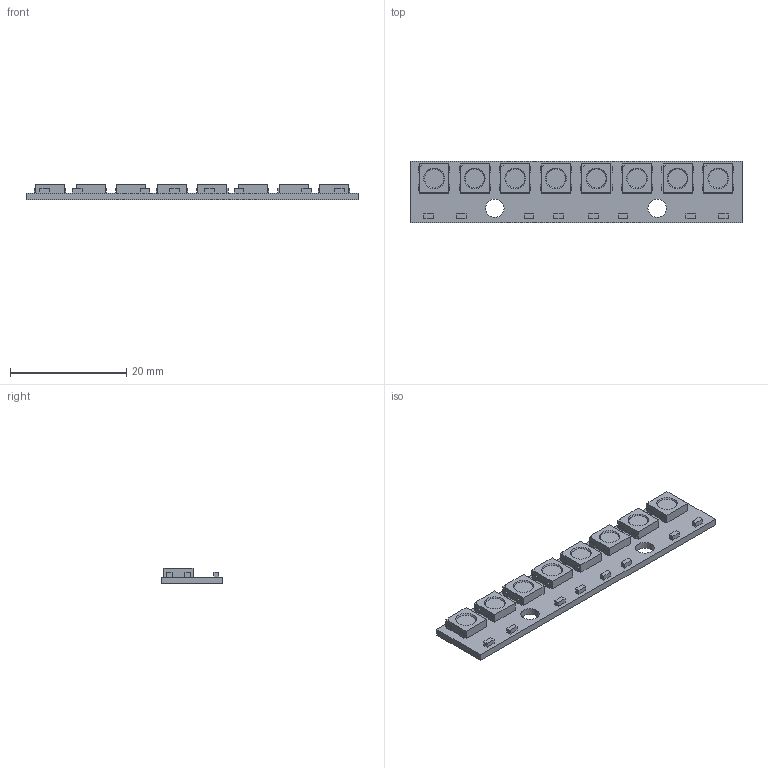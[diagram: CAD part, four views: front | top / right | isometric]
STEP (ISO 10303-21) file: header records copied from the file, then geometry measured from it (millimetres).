
FILE_DESCRIPTION(/* description */ (''),/* implementation_level */ '2;1');
FILE_NAME(/* name */ 'WS2812-8.stp',/* time_stamp */ '2023-03-06T17:40:28+01:00',/* author */ ('Saper'),/* organization */ (''),/* preprocessor_version */ 'ST-DEVELOPER v16.13',/* originating_system */ 'Generic',/* authorisation */ '');
FILE_SCHEMA (('AUTOMOTIVE_DESIGN { 1 0 10303 214 3 1 1 }'));
Length unit declared in the file: millimetre
Products named in the file (5): WS2812-8; WS2812-8_PCB; WS2812B-LED5050-4pin; Component1; 11821 v3
Assembly tree (11 placements, depth 3):
  WS2812-8
    WS2812-8_PCB
    WS2812B-LED5050-4pin  x8
      Component1
      11821 v3
Bounding box: 57.15 x 10.67 x 2.75 mm (x, y, z)
Volume: 1314.8 mm3; surface area: 2777.1 mm2
Topology: 17 solids, 17 shells, 782 faces, 2048 edges, 1360 vertices
Faces by surface type: plane 588, bspline 128, cylinder 50, cone 16
Full cylindrical faces by diameter (mm): 3.175 x2, 3.3 x16
Entity records: 14114 total; most frequent: CARTESIAN_POINT 3906, ORIENTED_EDGE 2264, DIRECTION 1534, EDGE_CURVE 1132, LINE 858, VECTOR 858, VERTEX_POINT 758, EDGE_LOOP 488
